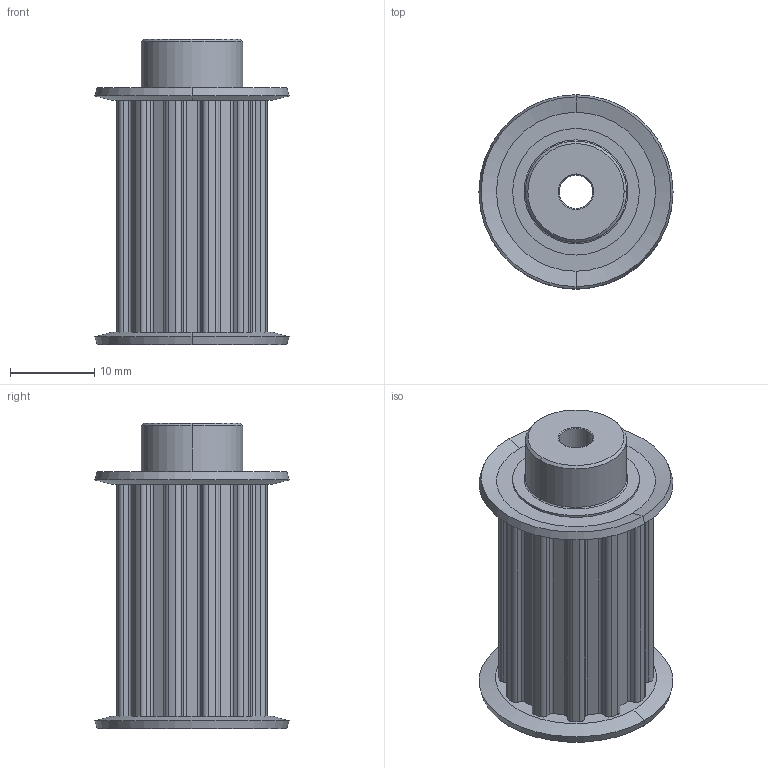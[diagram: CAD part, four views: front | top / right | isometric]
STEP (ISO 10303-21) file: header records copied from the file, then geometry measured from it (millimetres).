
FILE_DESCRIPTION((''),'2;1');
FILE_NAME('LS36T5_12-2_HUB-12X6_D-4H7','2015-10-16T',('SYSTEM'),(''),'PRO/ENGINEER BY PARAMETRIC TECHNOLOGY CORPORATION, 2015110','PRO/ENGINEER BY PARAMETRIC TECHNOLOGY CORPORATION, 2015110','');
FILE_SCHEMA(('AUTOMOTIVE_DESIGN { 1 0 10303 214 1 1 1 1 }'));
Length unit declared in the file: millimetre
Products named in the file (1): LS36T5_12-2_HUB-12X6_D-4H7
Bounding box: 23 x 23 x 36.24 mm (x, y, z)
Volume: 7331.2 mm3; surface area: 3919.7 mm2
Topology: 1 solids, 1 shells, 131 faces, 356 edges, 232 vertices
Faces by surface type: cylinder 68, plane 43, cone 18, torus 2
Entity records: 4420 total; most frequent: DIRECTION 780, CARTESIAN_POINT 721, ORIENTED_EDGE 712, EDGE_CURVE 356, AXIS2_PLACEMENT_3D 293, VERTEX_POINT 232, VECTOR 194, LINE 194
